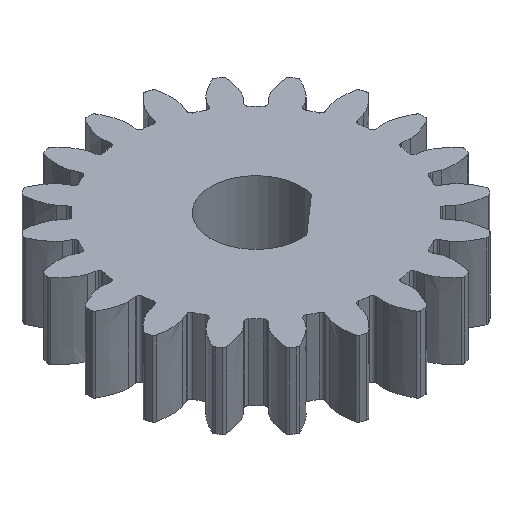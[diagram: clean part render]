
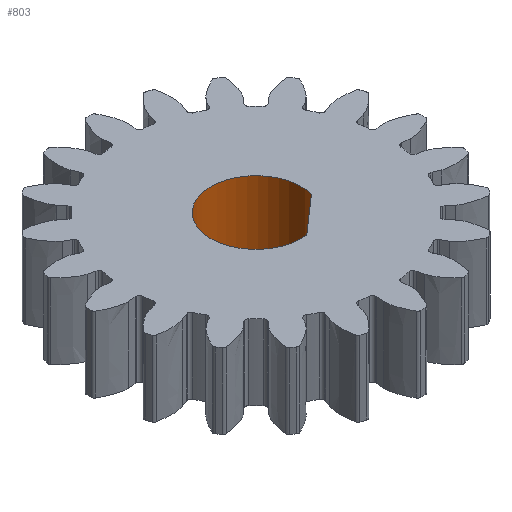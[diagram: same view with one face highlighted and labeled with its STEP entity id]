
A CAD part, isometric view. The second image highlights one B-rep face of the part: STEP entity #803.
In plain terms, the highlighted cylindrical face has radius 3 mm (diameter 6 mm), a partial arc.
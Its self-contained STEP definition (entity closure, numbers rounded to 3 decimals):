
#318=CYLINDRICAL_SURFACE('',#5331,3.);
#559=CIRCLE('',#5327,3.);
#560=CIRCLE('',#5329,3.);
#803=ADVANCED_FACE('',(#1128),#318,.F.);
#1128=FACE_OUTER_BOUND('',#1374,.T.);
#1374=EDGE_LOOP('',(#2820,#2821,#2822,#2823));
#2820=ORIENTED_EDGE('',*,*,#4034,.T.);
#2821=ORIENTED_EDGE('',*,*,#4036,.F.);
#2822=ORIENTED_EDGE('',*,*,#4033,.T.);
#2823=ORIENTED_EDGE('',*,*,#4037,.F.);
#3308=VERTEX_POINT('',#8953);
#3309=VERTEX_POINT('',#8954);
#3310=VERTEX_POINT('',#8958);
#3311=VERTEX_POINT('',#8959);
#4033=EDGE_CURVE('',#3309,#3308,#559,.T.);
#4034=EDGE_CURVE('',#3310,#3311,#560,.T.);
#4036=EDGE_CURVE('',#3309,#3311,#4440,.T.);
#4037=EDGE_CURVE('',#3310,#3308,#4441,.T.);
#4440=LINE('',#8962,#4884);
#4441=LINE('',#8963,#4885);
#4884=VECTOR('',#6665,1.);
#4885=VECTOR('',#6666,1.);
#5327=AXIS2_PLACEMENT_3D('',#8955,#6656,#6657);
#5329=AXIS2_PLACEMENT_3D('',#8957,#6660,#6661);
#5331=AXIS2_PLACEMENT_3D('',#8964,#6667,#6668);
#6656=DIRECTION('',(0.,0.,1.));
#6657=DIRECTION('',(0.396,-0.918,0.));
#6660=DIRECTION('',(0.,0.,-1.));
#6661=DIRECTION('',(-1.,0.,0.));
#6665=DIRECTION('',(0.,0.,-1.));
#6666=DIRECTION('',(0.,0.,1.));
#6667=DIRECTION('',(0.,0.,1.));
#6668=DIRECTION('',(1.,0.,0.));
#8953=CARTESIAN_POINT('',(0.407,-2.972,5.));
#8954=CARTESIAN_POINT('',(2.896,-0.781,5.));
#8955=CARTESIAN_POINT('',(0.,0.,5.));
#8957=CARTESIAN_POINT('',(0.,0.,0.));
#8958=CARTESIAN_POINT('',(0.407,-2.972,0.));
#8959=CARTESIAN_POINT('',(2.896,-0.781,0.));
#8962=CARTESIAN_POINT('',(2.896,-0.781,-15.));
#8963=CARTESIAN_POINT('',(0.407,-2.972,-15.));
#8964=CARTESIAN_POINT('',(0.,0.,-15.));
